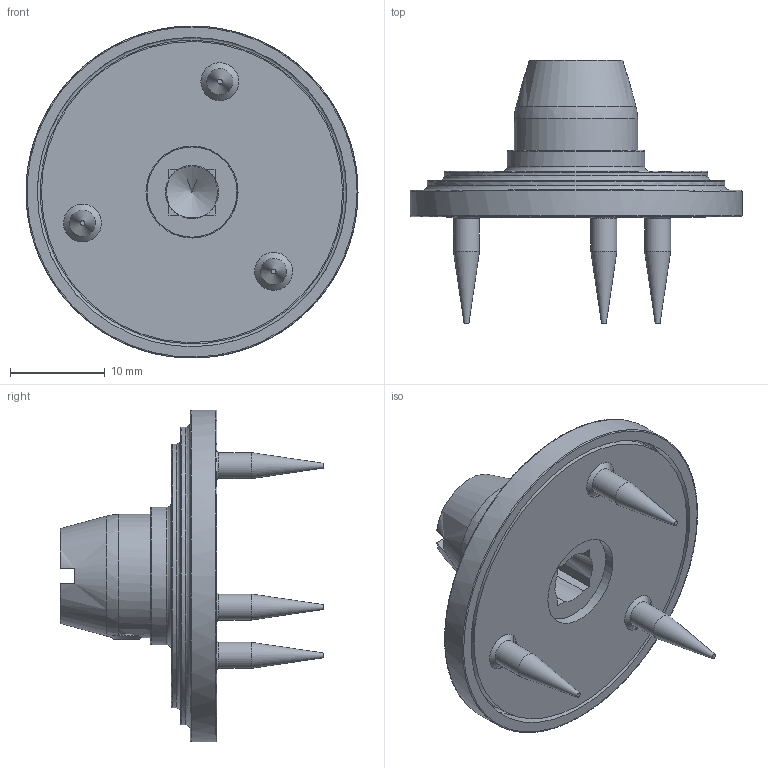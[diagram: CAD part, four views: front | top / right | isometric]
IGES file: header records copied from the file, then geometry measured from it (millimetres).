
Global section: file name: P8162-CR; native system: Autodesk Inventor 2018; preprocessor: unknown; author: aprice; date: 20190708.091127; units: millimetre
Bounding box: 35 x 27.76 x 34.99 mm (x, y, z)
Volume: 4464.5 mm3; surface area: 6108.9 mm2
Topology: 8 solids, 8 shells, 140 faces, 383 edges, 269 vertices
Faces by surface type: bspline 140
